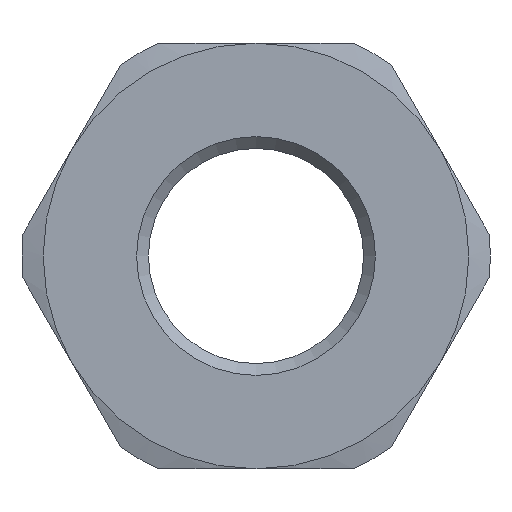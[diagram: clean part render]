
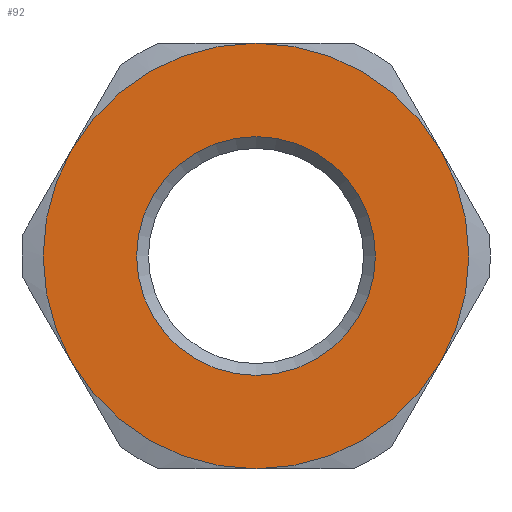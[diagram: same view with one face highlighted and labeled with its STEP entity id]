
A CAD part, left-side view. The second image highlights one B-rep face of the part: STEP entity #92.
In plain terms, the highlighted planar face has unit normal (-1, 0, 0).
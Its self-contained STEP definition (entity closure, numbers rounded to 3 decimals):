
#10 = ORIENTED_EDGE ( 'NONE', *, *, #75, .T. ) ;
#17 = AXIS2_PLACEMENT_3D ( 'NONE', #873, #479, #577 ) ;
#34 = VERTEX_POINT ( 'NONE', #525 ) ;
#42 = CARTESIAN_POINT ( 'NONE',  ( 0., 0., 0. ) ) ;
#62 = AXIS2_PLACEMENT_3D ( 'NONE', #566, #176, #624 ) ;
#64 = CIRCLE ( 'NONE', #17, 18. ) ;
#68 = DIRECTION ( 'NONE',  ( 0., 0., -1. ) ) ;
#75 = EDGE_CURVE ( 'NONE', #692, #187, #152, .T. ) ;
#76 = ORIENTED_EDGE ( 'NONE', *, *, #155, .F. ) ;
#92 = ADVANCED_FACE ( 'NONE', ( #129, #289 ), #530, .F. ) ;
#93 = CARTESIAN_POINT ( 'NONE',  ( 0., 0., 18. ) ) ;
#107 = DIRECTION ( 'NONE',  ( 0., 0., -1. ) ) ;
#111 = ORIENTED_EDGE ( 'NONE', *, *, #856, .F. ) ;
#120 = AXIS2_PLACEMENT_3D ( 'NONE', #219, #673, #286 ) ;
#124 = EDGE_CURVE ( 'NONE', #342, #342, #783, .T. ) ;
#129 = FACE_BOUND ( 'NONE', #657, .T. ) ;
#135 = ORIENTED_EDGE ( 'NONE', *, *, #720, .F. ) ;
#152 = CIRCLE ( 'NONE', #409, 18. ) ;
#155 = EDGE_CURVE ( 'NONE', #34, #187, #64, .T. ) ;
#176 = DIRECTION ( 'NONE',  ( 1., 0., 0. ) ) ;
#177 = CIRCLE ( 'NONE', #599, 18. ) ;
#183 = VERTEX_POINT ( 'NONE', #463 ) ;
#187 = VERTEX_POINT ( 'NONE', #529 ) ;
#202 = CARTESIAN_POINT ( 'NONE',  ( 0., 0., 0. ) ) ;
#219 = CARTESIAN_POINT ( 'NONE',  ( 0., 0., 0. ) ) ;
#267 = DIRECTION ( 'NONE',  ( 0., 0., -1. ) ) ;
#268 = CIRCLE ( 'NONE', #62, 18. ) ;
#286 = DIRECTION ( 'NONE',  ( 0., 0., -1. ) ) ;
#289 = FACE_OUTER_BOUND ( 'NONE', #311, .T. ) ;
#308 = EDGE_CURVE ( 'NONE', #320, #34, #457, .T. ) ;
#311 = EDGE_LOOP ( 'NONE', ( #519, #349, #135, #111, #10, #76 ) ) ;
#320 = VERTEX_POINT ( 'NONE', #791 ) ;
#342 = VERTEX_POINT ( 'NONE', #576 ) ;
#349 = ORIENTED_EDGE ( 'NONE', *, *, #586, .F. ) ;
#376 = AXIS2_PLACEMENT_3D ( 'NONE', #872, #477, #68 ) ;
#378 = CIRCLE ( 'NONE', #120, 18. ) ;
#395 = CARTESIAN_POINT ( 'NONE',  ( 0., 0., 0. ) ) ;
#409 = AXIS2_PLACEMENT_3D ( 'NONE', #631, #447, #766 ) ;
#447 = DIRECTION ( 'NONE',  ( -1., 0., 0. ) ) ;
#457 = CIRCLE ( 'NONE', #376, 18. ) ;
#463 = CARTESIAN_POINT ( 'NONE',  ( 0., -15.588, 9. ) ) ;
#474 = ORIENTED_EDGE ( 'NONE', *, *, #124, .T. ) ;
#477 = DIRECTION ( 'NONE',  ( 1., 0., 0. ) ) ;
#479 = DIRECTION ( 'NONE',  ( 1., 0., 0. ) ) ;
#517 = DIRECTION ( 'NONE',  ( 1., 0., 0. ) ) ;
#519 = ORIENTED_EDGE ( 'NONE', *, *, #308, .F. ) ;
#525 = CARTESIAN_POINT ( 'NONE',  ( 0., 15.588, -9. ) ) ;
#529 = CARTESIAN_POINT ( 'NONE',  ( 0., 15.588, 9. ) ) ;
#530 = PLANE ( 'NONE',  #784 ) ;
#566 = CARTESIAN_POINT ( 'NONE',  ( 0., 0., 0. ) ) ;
#576 = CARTESIAN_POINT ( 'NONE',  ( 0., 0., -10.1 ) ) ;
#577 = DIRECTION ( 'NONE',  ( 0., 0., -1. ) ) ;
#586 = EDGE_CURVE ( 'NONE', #816, #320, #378, .T. ) ;
#599 = AXIS2_PLACEMENT_3D ( 'NONE', #42, #517, #107 ) ;
#624 = DIRECTION ( 'NONE',  ( 0., 0., -1. ) ) ;
#631 = CARTESIAN_POINT ( 'NONE',  ( 0., 0., 0. ) ) ;
#650 = DIRECTION ( 'NONE',  ( 1., 0., 0. ) ) ;
#653 = AXIS2_PLACEMENT_3D ( 'NONE', #202, #650, #267 ) ;
#656 = DIRECTION ( 'NONE',  ( 0., 0., -1. ) ) ;
#657 = EDGE_LOOP ( 'NONE', ( #474 ) ) ;
#673 = DIRECTION ( 'NONE',  ( 1., 0., 0. ) ) ;
#692 = VERTEX_POINT ( 'NONE', #93 ) ;
#697 = CARTESIAN_POINT ( 'NONE',  ( 0., -15.588, -9. ) ) ;
#713 = DIRECTION ( 'NONE',  ( 1., 0., 0. ) ) ;
#720 = EDGE_CURVE ( 'NONE', #183, #816, #268, .T. ) ;
#766 = DIRECTION ( 'NONE',  ( 0., 0., 1. ) ) ;
#783 = CIRCLE ( 'NONE', #653, 10.1 ) ;
#784 = AXIS2_PLACEMENT_3D ( 'NONE', #395, #713, #656 ) ;
#791 = CARTESIAN_POINT ( 'NONE',  ( 0., 0., -18. ) ) ;
#816 = VERTEX_POINT ( 'NONE', #697 ) ;
#856 = EDGE_CURVE ( 'NONE', #692, #183, #177, .T. ) ;
#872 = CARTESIAN_POINT ( 'NONE',  ( 0., 0., 0. ) ) ;
#873 = CARTESIAN_POINT ( 'NONE',  ( 0., 0., 0. ) ) ;
